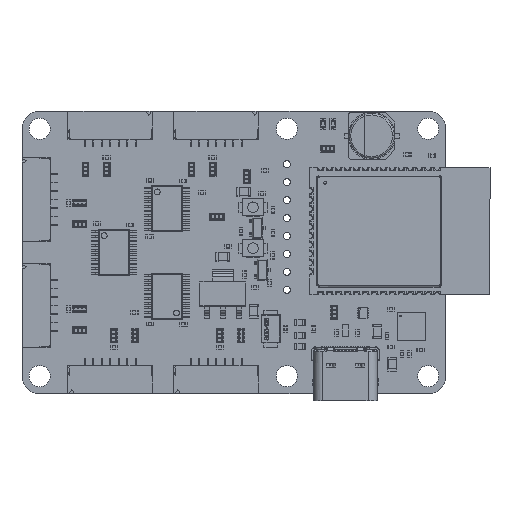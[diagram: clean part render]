
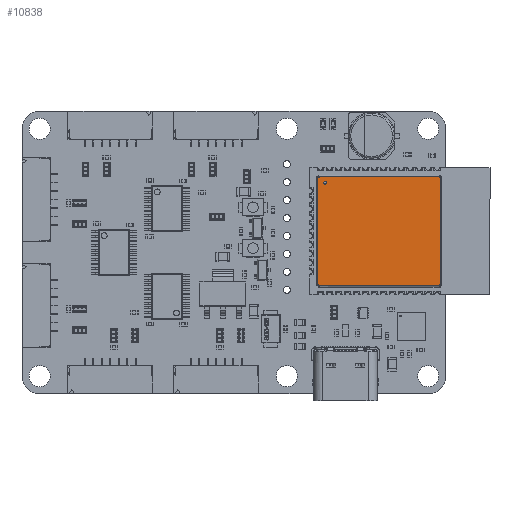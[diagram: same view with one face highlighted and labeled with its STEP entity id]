
A CAD part, top view. The second image highlights one B-rep face of the part: STEP entity #10838.
In plain terms, the highlighted planar face has unit normal (0, 0, 1).
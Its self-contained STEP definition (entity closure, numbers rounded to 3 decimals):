
#10635 = VERTEX_POINT('',#10636);
#10636 = CARTESIAN_POINT('',(-7.581,-11.6,3.2));
#10653 = VERTEX_POINT('',#10654);
#10654 = CARTESIAN_POINT('',(-7.729,-11.429,3.2));
#10660 = EDGE_CURVE('',#10653,#10635,#10661,.T.);
#10661 = CIRCLE('',#10662,0.15);
#10662 = AXIS2_PLACEMENT_3D('',#10663,#10664,#10665);
#10663 = CARTESIAN_POINT('',(-7.729,-11.579,3.2));
#10664 = DIRECTION('',(0.,0.,-1.));
#10665 = DIRECTION('',(0.,1.,0.));
#10676 = VERTEX_POINT('',#10677);
#10677 = CARTESIAN_POINT('',(7.75,-11.431,3.2));
#10694 = VERTEX_POINT('',#10695);
#10695 = CARTESIAN_POINT('',(7.729,-11.429,3.2));
#10701 = EDGE_CURVE('',#10694,#10676,#10702,.T.);
#10702 = CIRCLE('',#10703,0.15);
#10703 = AXIS2_PLACEMENT_3D('',#10704,#10705,#10706);
#10704 = CARTESIAN_POINT('',(7.729,-11.579,3.2));
#10705 = DIRECTION('',(0.,0.,-1.));
#10706 = DIRECTION('',(0.,1.,0.));
#10719 = VERTEX_POINT('',#10720);
#10720 = CARTESIAN_POINT('',(-6.846,-10.795,3.2));
#10726 = EDGE_CURVE('',#10727,#10719,#10729,.T.);
#10727 = VERTEX_POINT('',#10728);
#10728 = CARTESIAN_POINT('',(-6.846,-10.395,3.2));
#10729 = CIRCLE('',#10730,0.2);
#10730 = AXIS2_PLACEMENT_3D('',#10731,#10732,#10733);
#10731 = CARTESIAN_POINT('',(-6.846,-10.595,3.2));
#10732 = DIRECTION('',(-0.,0.,1.));
#10733 = DIRECTION('',(0.,-1.,0.));
#10838 = ADVANCED_FACE('',(#10839,#10849),#10917,.F.);
#10839 = FACE_BOUND('',#10840,.T.);
#10840 = EDGE_LOOP('',(#10841,#10848));
#10841 = ORIENTED_EDGE('',*,*,#10842,.F.);
#10842 = EDGE_CURVE('',#10719,#10727,#10843,.T.);
#10843 = CIRCLE('',#10844,0.2);
#10844 = AXIS2_PLACEMENT_3D('',#10845,#10846,#10847);
#10845 = CARTESIAN_POINT('',(-6.846,-10.595,3.2));
#10846 = DIRECTION('',(-0.,0.,1.));
#10847 = DIRECTION('',(0.,-1.,0.));
#10848 = ORIENTED_EDGE('',*,*,#10726,.F.);
#10849 = FACE_BOUND('',#10850,.T.);
#10850 = EDGE_LOOP('',(#10851,#10861,#10868,#10869,#10877,#10884,#10885,
    #10893,#10902,#10910));
#10851 = ORIENTED_EDGE('',*,*,#10852,.T.);
#10852 = EDGE_CURVE('',#10853,#10855,#10857,.T.);
#10853 = VERTEX_POINT('',#10854);
#10854 = CARTESIAN_POINT('',(-7.75,5.531,3.2));
#10855 = VERTEX_POINT('',#10856);
#10856 = CARTESIAN_POINT('',(-7.75,-11.431,3.2));
#10857 = LINE('',#10858,#10859);
#10858 = CARTESIAN_POINT('',(-7.75,5.7,3.2));
#10859 = VECTOR('',#10860,1.);
#10860 = DIRECTION('',(0.,-1.,0.));
#10861 = ORIENTED_EDGE('',*,*,#10862,.T.);
#10862 = EDGE_CURVE('',#10855,#10653,#10863,.T.);
#10863 = CIRCLE('',#10864,0.15);
#10864 = AXIS2_PLACEMENT_3D('',#10865,#10866,#10867);
#10865 = CARTESIAN_POINT('',(-7.729,-11.579,3.2));
#10866 = DIRECTION('',(0.,0.,-1.));
#10867 = DIRECTION('',(0.,1.,0.));
#10868 = ORIENTED_EDGE('',*,*,#10660,.T.);
#10869 = ORIENTED_EDGE('',*,*,#10870,.T.);
#10870 = EDGE_CURVE('',#10635,#10871,#10873,.T.);
#10871 = VERTEX_POINT('',#10872);
#10872 = CARTESIAN_POINT('',(7.581,-11.6,3.2));
#10873 = LINE('',#10874,#10875);
#10874 = CARTESIAN_POINT('',(-7.75,-11.6,3.2));
#10875 = VECTOR('',#10876,1.);
#10876 = DIRECTION('',(1.,0.,0.));
#10877 = ORIENTED_EDGE('',*,*,#10878,.T.);
#10878 = EDGE_CURVE('',#10871,#10694,#10879,.T.);
#10879 = CIRCLE('',#10880,0.15);
#10880 = AXIS2_PLACEMENT_3D('',#10881,#10882,#10883);
#10881 = CARTESIAN_POINT('',(7.729,-11.579,3.2));
#10882 = DIRECTION('',(0.,0.,-1.));
#10883 = DIRECTION('',(0.,1.,0.));
#10884 = ORIENTED_EDGE('',*,*,#10701,.T.);
#10885 = ORIENTED_EDGE('',*,*,#10886,.T.);
#10886 = EDGE_CURVE('',#10676,#10887,#10889,.T.);
#10887 = VERTEX_POINT('',#10888);
#10888 = CARTESIAN_POINT('',(7.75,5.531,3.2));
#10889 = LINE('',#10890,#10891);
#10890 = CARTESIAN_POINT('',(7.75,-11.6,3.2));
#10891 = VECTOR('',#10892,1.);
#10892 = DIRECTION('',(-0.,1.,0.));
#10893 = ORIENTED_EDGE('',*,*,#10894,.T.);
#10894 = EDGE_CURVE('',#10887,#10895,#10897,.T.);
#10895 = VERTEX_POINT('',#10896);
#10896 = CARTESIAN_POINT('',(7.581,5.7,3.2));
#10897 = CIRCLE('',#10898,0.15);
#10898 = AXIS2_PLACEMENT_3D('',#10899,#10900,#10901);
#10899 = CARTESIAN_POINT('',(7.729,5.679,3.2));
#10900 = DIRECTION('',(0.,0.,-1.));
#10901 = DIRECTION('',(0.,1.,0.));
#10902 = ORIENTED_EDGE('',*,*,#10903,.T.);
#10903 = EDGE_CURVE('',#10895,#10904,#10906,.T.);
#10904 = VERTEX_POINT('',#10905);
#10905 = CARTESIAN_POINT('',(-7.581,5.7,3.2));
#10906 = LINE('',#10907,#10908);
#10907 = CARTESIAN_POINT('',(7.75,5.7,3.2));
#10908 = VECTOR('',#10909,1.);
#10909 = DIRECTION('',(-1.,0.,0.));
#10910 = ORIENTED_EDGE('',*,*,#10911,.T.);
#10911 = EDGE_CURVE('',#10904,#10853,#10912,.T.);
#10912 = CIRCLE('',#10913,0.15);
#10913 = AXIS2_PLACEMENT_3D('',#10914,#10915,#10916);
#10914 = CARTESIAN_POINT('',(-7.729,5.679,3.2));
#10915 = DIRECTION('',(0.,0.,-1.));
#10916 = DIRECTION('',(0.,1.,0.));
#10917 = PLANE('',#10918);
#10918 = AXIS2_PLACEMENT_3D('',#10919,#10920,#10921);
#10919 = CARTESIAN_POINT('',(0.,0.,3.2));
#10920 = DIRECTION('',(0.,0.,-1.));
#10921 = DIRECTION('',(0.,1.,0.));
